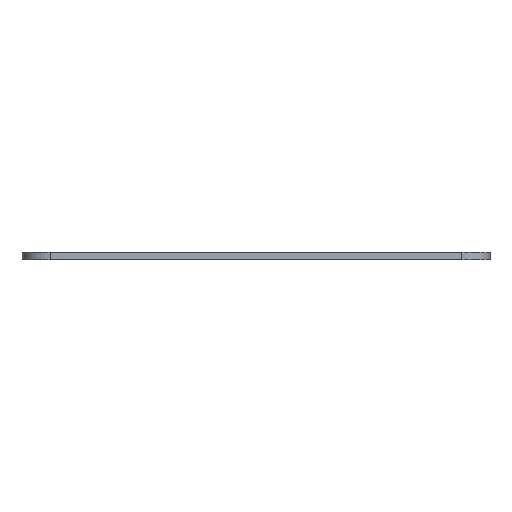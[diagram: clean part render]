
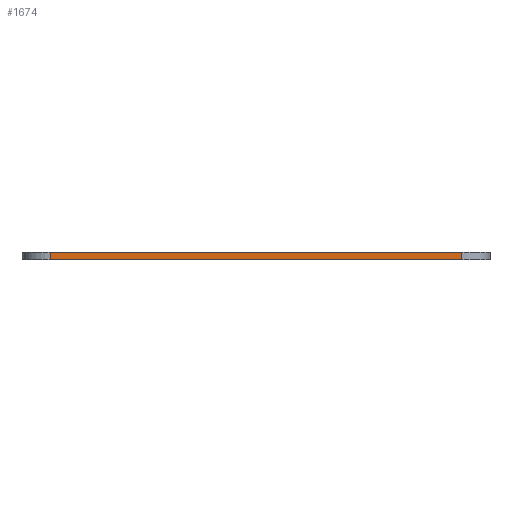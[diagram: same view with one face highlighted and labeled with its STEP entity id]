
A CAD part, front view. The second image highlights one B-rep face of the part: STEP entity #1674.
In plain terms, the highlighted planar face has unit normal (0, -1, 0).
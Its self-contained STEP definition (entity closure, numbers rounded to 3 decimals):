
#32 = VERTEX_POINT('',#33);
#33 = CARTESIAN_POINT('',(-5.38,-5.216,1.5));
#40 = EDGE_CURVE('',#32,#41,#43,.T.);
#41 = VERTEX_POINT('',#42);
#42 = CARTESIAN_POINT('',(81.769,-5.216,1.5));
#43 = LINE('',#44,#45);
#44 = CARTESIAN_POINT('',(59.981,-5.216,1.5));
#45 = VECTOR('',#46,1.);
#46 = DIRECTION('',(1.,0.,0.));
#1630 = VERTEX_POINT('',#1631);
#1631 = CARTESIAN_POINT('',(-5.38,-5.216,0.));
#1638 = EDGE_CURVE('',#1630,#32,#1639,.T.);
#1639 = LINE('',#1640,#1641);
#1640 = CARTESIAN_POINT('',(-5.38,-5.216,0.));
#1641 = VECTOR('',#1642,1.);
#1642 = DIRECTION('',(0.,0.,1.));
#1674 = ADVANCED_FACE('',(#1675),#1693,.T.);
#1675 = FACE_BOUND('',#1676,.T.);
#1676 = EDGE_LOOP('',(#1677,#1685,#1691,#1692));
#1677 = ORIENTED_EDGE('',*,*,#1678,.T.);
#1678 = EDGE_CURVE('',#1630,#1679,#1681,.T.);
#1679 = VERTEX_POINT('',#1680);
#1680 = CARTESIAN_POINT('',(81.769,-5.216,0.));
#1681 = LINE('',#1682,#1683);
#1682 = CARTESIAN_POINT('',(81.769,-5.216,0.));
#1683 = VECTOR('',#1684,1.);
#1684 = DIRECTION('',(1.,0.,0.));
#1685 = ORIENTED_EDGE('',*,*,#1686,.T.);
#1686 = EDGE_CURVE('',#1679,#41,#1687,.T.);
#1687 = LINE('',#1688,#1689);
#1688 = CARTESIAN_POINT('',(81.769,-5.216,0.));
#1689 = VECTOR('',#1690,1.);
#1690 = DIRECTION('',(0.,0.,1.));
#1691 = ORIENTED_EDGE('',*,*,#40,.F.);
#1692 = ORIENTED_EDGE('',*,*,#1638,.F.);
#1693 = PLANE('',#1694);
#1694 = AXIS2_PLACEMENT_3D('',#1695,#1696,#1697);
#1695 = CARTESIAN_POINT('',(38.194,-5.216,0.75));
#1696 = DIRECTION('',(-0.,-1.,-0.));
#1697 = DIRECTION('',(0.,0.,-1.));
